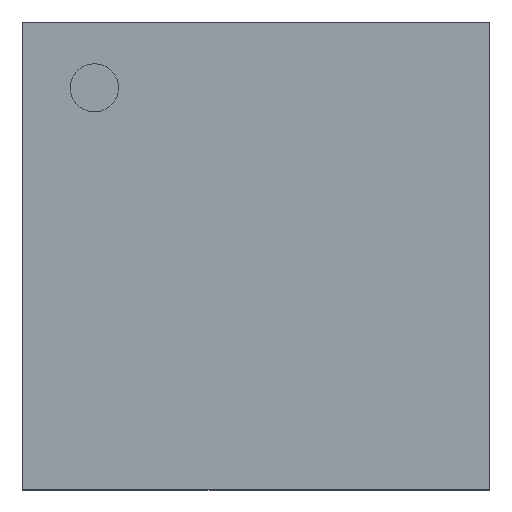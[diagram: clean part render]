
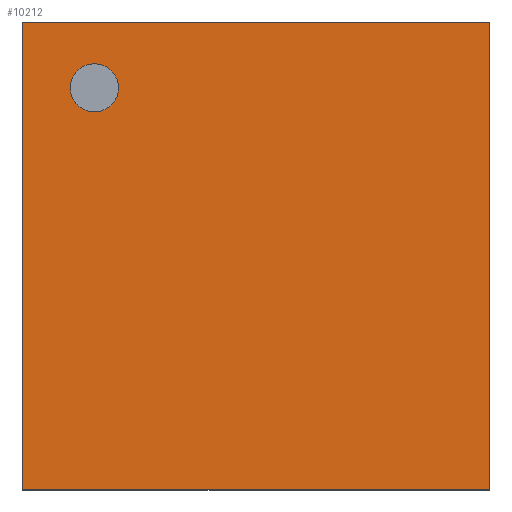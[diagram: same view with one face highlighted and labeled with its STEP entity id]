
A CAD part, top view. The second image highlights one B-rep face of the part: STEP entity #10212.
In plain terms, the highlighted planar face has unit normal (0, 0, 1).
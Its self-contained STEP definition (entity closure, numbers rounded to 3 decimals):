
#103 = DIRECTION ( 'NONE',  ( 0., -1., 0. ) ) ;
#449 = DIRECTION ( 'NONE',  ( -1., 0., 0. ) ) ;
#796 = DIRECTION ( 'NONE',  ( 0., 0., 1. ) ) ;
#1523 = VERTEX_POINT ( 'NONE', #9342 ) ;
#1524 = EDGE_CURVE ( 'NONE', #14515, #16131, #8744, .T. ) ;
#2535 = CARTESIAN_POINT ( 'NONE',  ( 0.618, 2.578, 0.75 ) ) ;
#2885 = EDGE_CURVE ( 'NONE', #16131, #14515, #27837, .T. ) ;
#3209 = VERTEX_POINT ( 'NONE', #28497 ) ;
#3697 = VECTOR ( 'NONE', #5600, 1000. ) ;
#4088 = ORIENTED_EDGE ( 'NONE', *, *, #18682, .F. ) ;
#4449 = AXIS2_PLACEMENT_3D ( 'NONE', #16704, #7205, #449 ) ;
#5600 = DIRECTION ( 'NONE',  ( 1., 0., 0. ) ) ;
#5986 = CARTESIAN_POINT ( 'NONE',  ( 0.309, 2.578, 0.75 ) ) ;
#7205 = DIRECTION ( 'NONE',  ( 0., 0., 1. ) ) ;
#7274 = DIRECTION ( 'NONE',  ( 0., 0., -1. ) ) ;
#7800 = ORIENTED_EDGE ( 'NONE', *, *, #9205, .F. ) ;
#8744 = CIRCLE ( 'NONE', #15700, 0.155 ) ;
#9205 = EDGE_CURVE ( 'NONE', #14797, #20157, #28051, .T. ) ;
#9342 = CARTESIAN_POINT ( 'NONE',  ( 0., 0., 0.75 ) ) ;
#9432 = CARTESIAN_POINT ( 'NONE',  ( 0., 0., 0.75 ) ) ;
#9495 = ORIENTED_EDGE ( 'NONE', *, *, #23165, .F. ) ;
#9693 = LINE ( 'NONE', #28960, #10407 ) ;
#10212 = ADVANCED_FACE ( 'NONE', ( #19485, #24067 ), #29088, .F. ) ;
#10407 = VECTOR ( 'NONE', #103, 1000. ) ;
#11660 = DIRECTION ( 'NONE',  ( -1., 0., 0. ) ) ;
#11679 = ORIENTED_EDGE ( 'NONE', *, *, #1524, .F. ) ;
#12380 = EDGE_LOOP ( 'NONE', ( #9495, #25460, #7800, #4088 ) ) ;
#14338 = CARTESIAN_POINT ( 'NONE',  ( 3., 3., 0.75 ) ) ;
#14515 = VERTEX_POINT ( 'NONE', #2535 ) ;
#14797 = VERTEX_POINT ( 'NONE', #16612 ) ;
#15162 = LINE ( 'NONE', #20023, #19748 ) ;
#15700 = AXIS2_PLACEMENT_3D ( 'NONE', #25606, #796, #23317 ) ;
#16131 = VERTEX_POINT ( 'NONE', #5986 ) ;
#16612 = CARTESIAN_POINT ( 'NONE',  ( 0., 3., 0.75 ) ) ;
#16704 = CARTESIAN_POINT ( 'NONE',  ( 0.464, 2.578, 0.75 ) ) ;
#18682 = EDGE_CURVE ( 'NONE', #1523, #14797, #15162, .T. ) ;
#19485 = FACE_BOUND ( 'NONE', #22179, .T. ) ;
#19748 = VECTOR ( 'NONE', #28707, 1000. ) ;
#20023 = CARTESIAN_POINT ( 'NONE',  ( 0., 0., 0.75 ) ) ;
#20157 = VERTEX_POINT ( 'NONE', #14338 ) ;
#20559 = CARTESIAN_POINT ( 'NONE',  ( 3., 0., 0.75 ) ) ;
#20818 = VECTOR ( 'NONE', #11660, 1000. ) ;
#21995 = ORIENTED_EDGE ( 'NONE', *, *, #2885, .F. ) ;
#22179 = EDGE_LOOP ( 'NONE', ( #21995, #11679 ) ) ;
#22837 = DIRECTION ( 'NONE',  ( -1., 0., 0. ) ) ;
#23165 = EDGE_CURVE ( 'NONE', #3209, #1523, #26791, .T. ) ;
#23317 = DIRECTION ( 'NONE',  ( -1., 0., 0. ) ) ;
#24067 = FACE_OUTER_BOUND ( 'NONE', #12380, .T. ) ;
#24246 = AXIS2_PLACEMENT_3D ( 'NONE', #9432, #7274, #22837 ) ;
#25460 = ORIENTED_EDGE ( 'NONE', *, *, #27986, .F. ) ;
#25606 = CARTESIAN_POINT ( 'NONE',  ( 0.464, 2.578, 0.75 ) ) ;
#25768 = CARTESIAN_POINT ( 'NONE',  ( 0., 3., 0.75 ) ) ;
#26791 = LINE ( 'NONE', #20559, #20818 ) ;
#27837 = CIRCLE ( 'NONE', #4449, 0.155 ) ;
#27986 = EDGE_CURVE ( 'NONE', #20157, #3209, #9693, .T. ) ;
#28051 = LINE ( 'NONE', #25768, #3697 ) ;
#28497 = CARTESIAN_POINT ( 'NONE',  ( 3., 0., 0.75 ) ) ;
#28707 = DIRECTION ( 'NONE',  ( 0., 1., 0. ) ) ;
#28960 = CARTESIAN_POINT ( 'NONE',  ( 3., 3., 0.75 ) ) ;
#29088 = PLANE ( 'NONE',  #24246 ) ;
